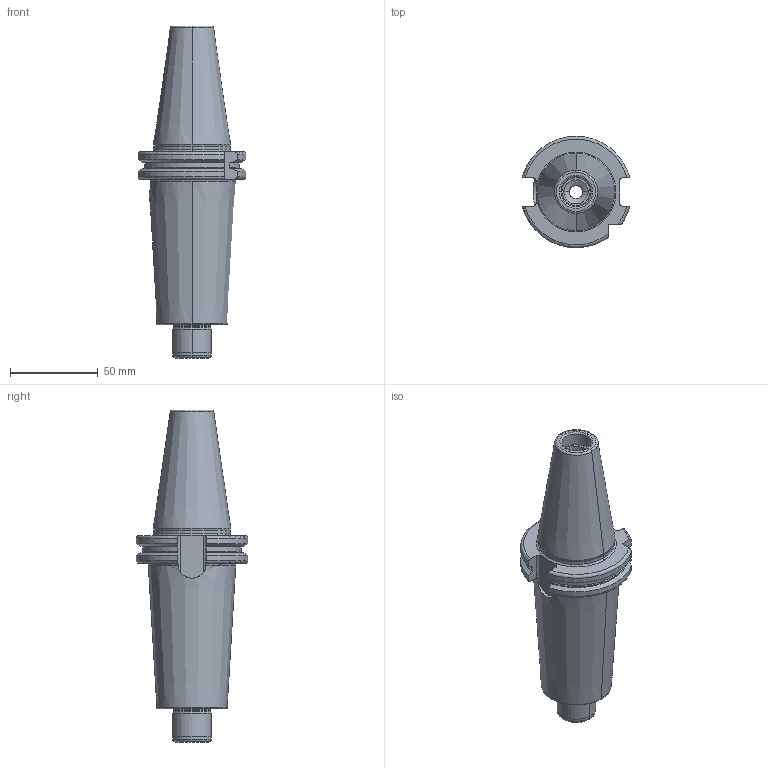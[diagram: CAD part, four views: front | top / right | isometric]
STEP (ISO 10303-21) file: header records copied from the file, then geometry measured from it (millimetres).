
FILE_DESCRIPTION((''),'2;1');
FILE_NAME('69871A40SM22SK102','2015-11-14T',('tewess'),(''),'PRO/ENGINEER BY PARAMETRIC TECHNOLOGY CORPORATION, 2011490','PRO/ENGINEER BY PARAMETRIC TECHNOLOGY CORPORATION, 2011490','');
FILE_SCHEMA(('AUTOMOTIVE_DESIGN { 1 2 10303 214 0 1 1 1 }'));
Length unit declared in the file: millimetre
Products named in the file (2): NOCUT; 69871A40SM22SK102
Assembly tree (1 placements, depth 2):
  69871A40SM22SK102
    NOCUT
Bounding box: 61.48 x 63.54 x 189.4 mm (x, y, z)
Volume: 239342.5 mm3; surface area: 36120.3 mm2
Topology: 1 solids, 3 shells, 106 faces, 270 edges, 172 vertices
Faces by surface type: cylinder 34, torus 29, plane 25, cone 18
Entity records: 4432 total; most frequent: CARTESIAN_POINT 862, DIRECTION 582, ORIENTED_EDGE 532, PRESENTATION_STYLE_ASSIGNMENT 277, STYLED_ITEM 277, CURVE_STYLE 274, EDGE_CURVE 270, AXIS2_PLACEMENT_3D 248
